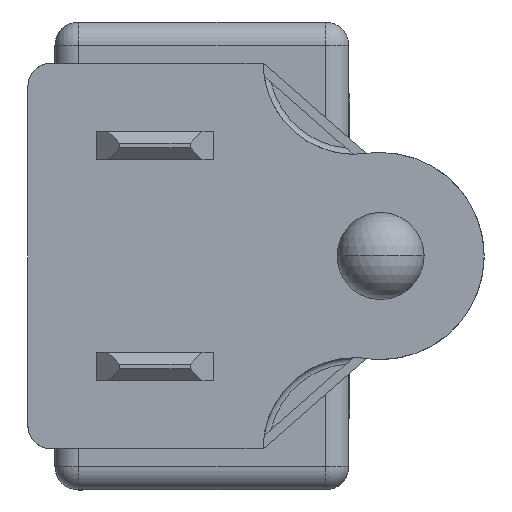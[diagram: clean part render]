
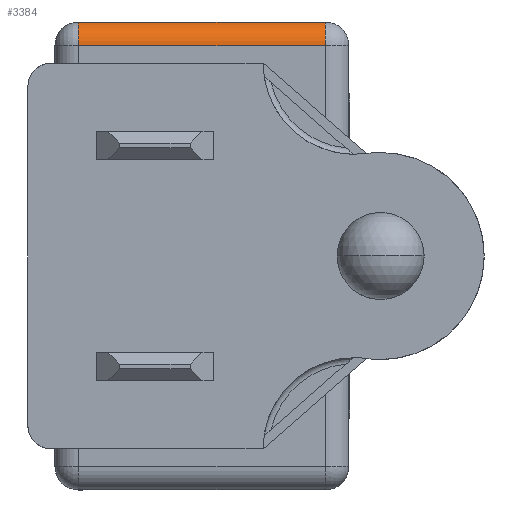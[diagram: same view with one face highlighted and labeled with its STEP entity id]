
A CAD part, left-side view. The second image highlights one B-rep face of the part: STEP entity #3384.
In plain terms, the highlighted cylindrical face has radius 1.27 mm (diameter 2.54 mm), a partial arc.
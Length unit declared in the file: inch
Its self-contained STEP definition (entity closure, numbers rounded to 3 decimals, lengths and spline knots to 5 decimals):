
#172 = EDGE_CURVE ( 'NONE', #384, #4917, #2909, .T. ) ;
#210 = CYLINDRICAL_SURFACE ( 'NONE', #5751, 0.05 ) ;
#384 = VERTEX_POINT ( 'NONE', #6743 ) ;
#980 = CARTESIAN_POINT ( 'NONE',  ( -0.4975, -0.2625, -1.47 ) ) ;
#995 = VECTOR ( 'NONE', #3574, 39.37008 ) ;
#1210 = VERTEX_POINT ( 'NONE', #5786 ) ;
#1323 = CIRCLE ( 'NONE', #4940, 0.05 ) ;
#1980 = VERTEX_POINT ( 'NONE', #2124 ) ;
#2124 = CARTESIAN_POINT ( 'NONE',  ( -0.4475, 0.2625, -1.52 ) ) ;
#2570 = EDGE_LOOP ( 'NONE', ( #2741, #2634, #3472, #3850 ) ) ;
#2634 = ORIENTED_EDGE ( 'NONE', *, *, #4723, .F. ) ;
#2705 = DIRECTION ( 'NONE',  ( 0., 1., 0. ) ) ;
#2741 = ORIENTED_EDGE ( 'NONE', *, *, #3645, .T. ) ;
#2775 = CARTESIAN_POINT ( 'NONE',  ( -0.4475, -0.3125, -1.47 ) ) ;
#2818 = CIRCLE ( 'NONE', #7488, 0.05 ) ;
#2909 = LINE ( 'NONE', #5466, #995 ) ;
#3384 = ADVANCED_FACE ( 'NONE', ( #4714 ), #210, .T. ) ;
#3472 = ORIENTED_EDGE ( 'NONE', *, *, #7434, .F. ) ;
#3478 = LINE ( 'NONE', #6023, #4144 ) ;
#3574 = DIRECTION ( 'NONE',  ( 0., -1., 0. ) ) ;
#3645 = EDGE_CURVE ( 'NONE', #384, #1980, #2818, .T. ) ;
#3850 = ORIENTED_EDGE ( 'NONE', *, *, #172, .F. ) ;
#3912 = DIRECTION ( 'NONE',  ( -1., 0., 0. ) ) ;
#4065 = DIRECTION ( 'NONE',  ( 0., -1., 0. ) ) ;
#4144 = VECTOR ( 'NONE', #5409, 39.37008 ) ;
#4702 = DIRECTION ( 'NONE',  ( 0., 0., -1. ) ) ;
#4714 = FACE_OUTER_BOUND ( 'NONE', #2570, .T. ) ;
#4723 = EDGE_CURVE ( 'NONE', #1210, #1980, #3478, .T. ) ;
#4762 = CARTESIAN_POINT ( 'NONE',  ( -0.4475, -0.2625, -1.47 ) ) ;
#4917 = VERTEX_POINT ( 'NONE', #980 ) ;
#4940 = AXIS2_PLACEMENT_3D ( 'NONE', #4762, #7311, #8237 ) ;
#5409 = DIRECTION ( 'NONE',  ( 0., 1., 0. ) ) ;
#5466 = CARTESIAN_POINT ( 'NONE',  ( -0.4975, 0.3125, -1.47 ) ) ;
#5751 = AXIS2_PLACEMENT_3D ( 'NONE', #2775, #2705, #3912 ) ;
#5786 = CARTESIAN_POINT ( 'NONE',  ( -0.4475, -0.2625, -1.52 ) ) ;
#6023 = CARTESIAN_POINT ( 'NONE',  ( -0.4475, -0.3125, -1.52 ) ) ;
#6587 = CARTESIAN_POINT ( 'NONE',  ( -0.4475, 0.2625, -1.47 ) ) ;
#6743 = CARTESIAN_POINT ( 'NONE',  ( -0.4975, 0.2625, -1.47 ) ) ;
#7311 = DIRECTION ( 'NONE',  ( 0., -1., 0. ) ) ;
#7434 = EDGE_CURVE ( 'NONE', #4917, #1210, #1323, .T. ) ;
#7488 = AXIS2_PLACEMENT_3D ( 'NONE', #6587, #4065, #4702 ) ;
#8237 = DIRECTION ( 'NONE',  ( 0., 0., -1. ) ) ;
